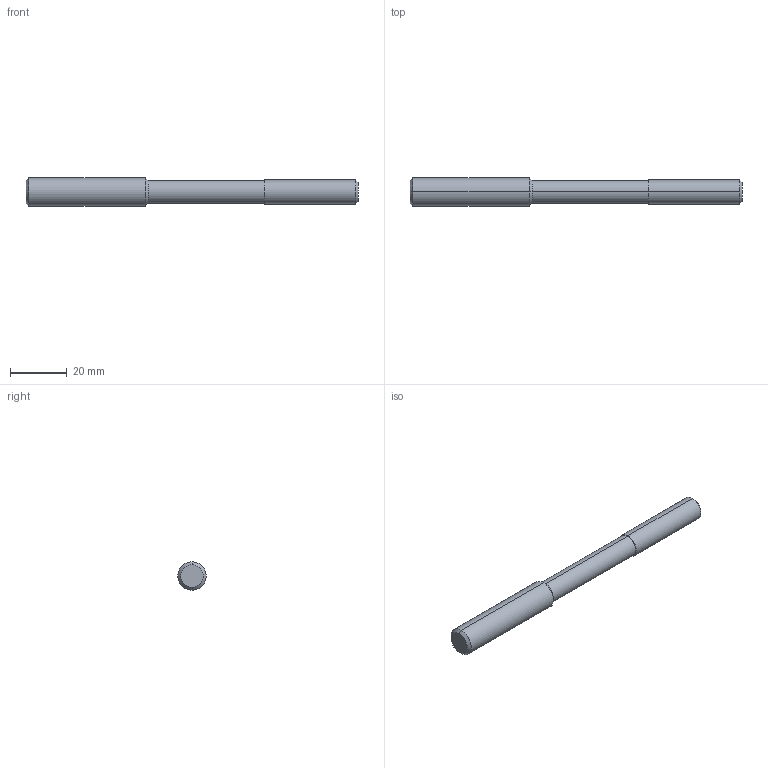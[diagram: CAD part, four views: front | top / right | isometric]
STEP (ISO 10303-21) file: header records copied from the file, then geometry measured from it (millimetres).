
FILE_DESCRIPTION (( 'STEP AP214' ), '1' );
FILE_NAME ('K410100850.STEP', '2018-01-17T05:09:51', ( '' ), ( '' ), 'SwSTEP 2.0', 'SolidWorks 2014', '' );
FILE_SCHEMA (( 'AUTOMOTIVE_DESIGN' ));
Length unit declared in the file: millimetre
Products named in the file (1): K410100850
Bounding box: 117 x 10 x 10 mm (x, y, z)
Volume: 7273.9 mm3; surface area: 3493.8 mm2
Topology: 2 solids, 2 shells, 18 faces, 32 edges, 18 vertices
Faces by surface type: cone 8, cylinder 6, plane 4
Entity records: 477 total; most frequent: DIRECTION 88, CARTESIAN_POINT 69, ORIENTED_EDGE 64, AXIS2_PLACEMENT_3D 37, EDGE_CURVE 32, EDGE_LOOP 18, ADVANCED_FACE 18, FACE_OUTER_BOUND 18
